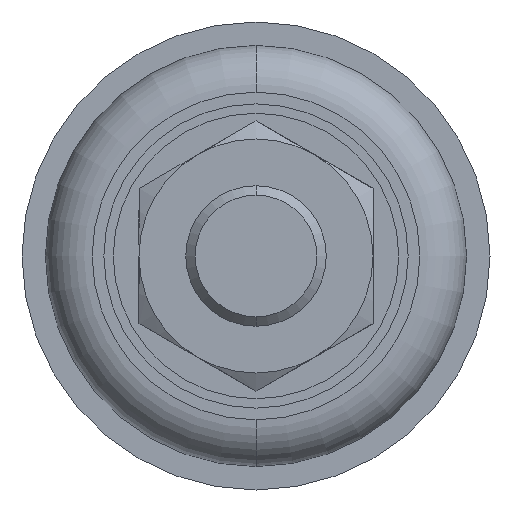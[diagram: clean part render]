
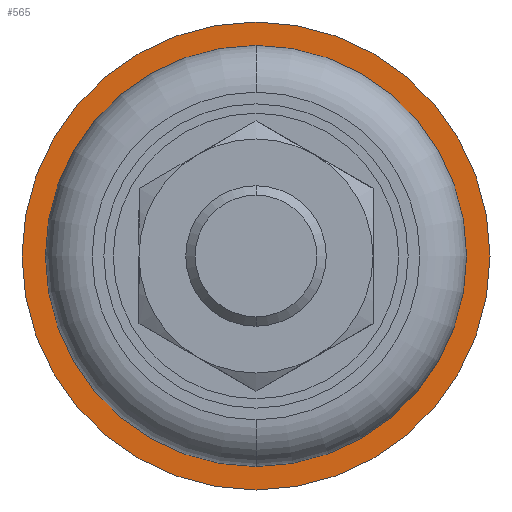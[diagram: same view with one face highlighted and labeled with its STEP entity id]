
A CAD part, front view. The second image highlights one B-rep face of the part: STEP entity #565.
In plain terms, the highlighted planar face has unit normal (0, -1, 0).
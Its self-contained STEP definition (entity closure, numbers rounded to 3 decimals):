
#57 = AXIS2_PLACEMENT_3D ( 'NONE', #1790, #1487, #1372 ) ;
#66 = CARTESIAN_POINT ( 'NONE',  ( 0., 6.7, 0. ) ) ;
#91 = CARTESIAN_POINT ( 'NONE',  ( 9., 6.7, 0. ) ) ;
#141 = EDGE_CURVE ( 'NONE', #1030, #1075, #755, .T. ) ;
#142 = DIRECTION ( 'NONE',  ( 0., 0., -1. ) ) ;
#152 = AXIS2_PLACEMENT_3D ( 'NONE', #91, #1432, #1899 ) ;
#173 = ORIENTED_EDGE ( 'NONE', *, *, #388, .F. ) ;
#221 = CIRCLE ( 'NONE', #1162, 9. ) ;
#231 = FACE_OUTER_BOUND ( 'NONE', #1564, .T. ) ;
#272 = CARTESIAN_POINT ( 'NONE',  ( 0., 6.7, 0. ) ) ;
#319 = DIRECTION ( 'NONE',  ( 0., -1., 0. ) ) ;
#365 = ORIENTED_EDGE ( 'NONE', *, *, #767, .T. ) ;
#382 = ORIENTED_EDGE ( 'NONE', *, *, #141, .T. ) ;
#388 = EDGE_CURVE ( 'NONE', #1173, #891, #1421, .T. ) ;
#565 = ADVANCED_FACE ( 'NONE', ( #231, #1166 ), #1314, .T. ) ;
#755 = CIRCLE ( 'NONE', #1106, 10. ) ;
#767 = EDGE_CURVE ( 'NONE', #1075, #1030, #1874, .T. ) ;
#819 = ORIENTED_EDGE ( 'NONE', *, *, #848, .F. ) ;
#848 = EDGE_CURVE ( 'NONE', #891, #1173, #221, .T. ) ;
#891 = VERTEX_POINT ( 'NONE', #1054 ) ;
#926 = CARTESIAN_POINT ( 'NONE',  ( 0., 6.7, -9. ) ) ;
#961 = DIRECTION ( 'NONE',  ( 0., -1., 0. ) ) ;
#1030 = VERTEX_POINT ( 'NONE', #1238 ) ;
#1054 = CARTESIAN_POINT ( 'NONE',  ( 0., 6.7, 9. ) ) ;
#1075 = VERTEX_POINT ( 'NONE', #1245 ) ;
#1106 = AXIS2_PLACEMENT_3D ( 'NONE', #1400, #319, #1789 ) ;
#1162 = AXIS2_PLACEMENT_3D ( 'NONE', #272, #1797, #142 ) ;
#1166 = FACE_BOUND ( 'NONE', #1250, .T. ) ;
#1173 = VERTEX_POINT ( 'NONE', #926 ) ;
#1238 = CARTESIAN_POINT ( 'NONE',  ( 0., 6.7, 10. ) ) ;
#1245 = CARTESIAN_POINT ( 'NONE',  ( 0., 6.7, -10. ) ) ;
#1250 = EDGE_LOOP ( 'NONE', ( #173, #819 ) ) ;
#1314 = PLANE ( 'NONE',  #152 ) ;
#1372 = DIRECTION ( 'NONE',  ( 0., 0., -1. ) ) ;
#1400 = CARTESIAN_POINT ( 'NONE',  ( 0., 6.7, 0. ) ) ;
#1421 = CIRCLE ( 'NONE', #1903, 9. ) ;
#1432 = DIRECTION ( 'NONE',  ( 0., -1., 0. ) ) ;
#1487 = DIRECTION ( 'NONE',  ( 0., -1., 0. ) ) ;
#1556 = DIRECTION ( 'NONE',  ( 0., 0., -1. ) ) ;
#1564 = EDGE_LOOP ( 'NONE', ( #365, #382 ) ) ;
#1789 = DIRECTION ( 'NONE',  ( 0., 0., -1. ) ) ;
#1790 = CARTESIAN_POINT ( 'NONE',  ( 0., 6.7, 0. ) ) ;
#1797 = DIRECTION ( 'NONE',  ( 0., -1., 0. ) ) ;
#1874 = CIRCLE ( 'NONE', #57, 10. ) ;
#1899 = DIRECTION ( 'NONE',  ( 0., 0., -1. ) ) ;
#1903 = AXIS2_PLACEMENT_3D ( 'NONE', #66, #961, #1556 ) ;
